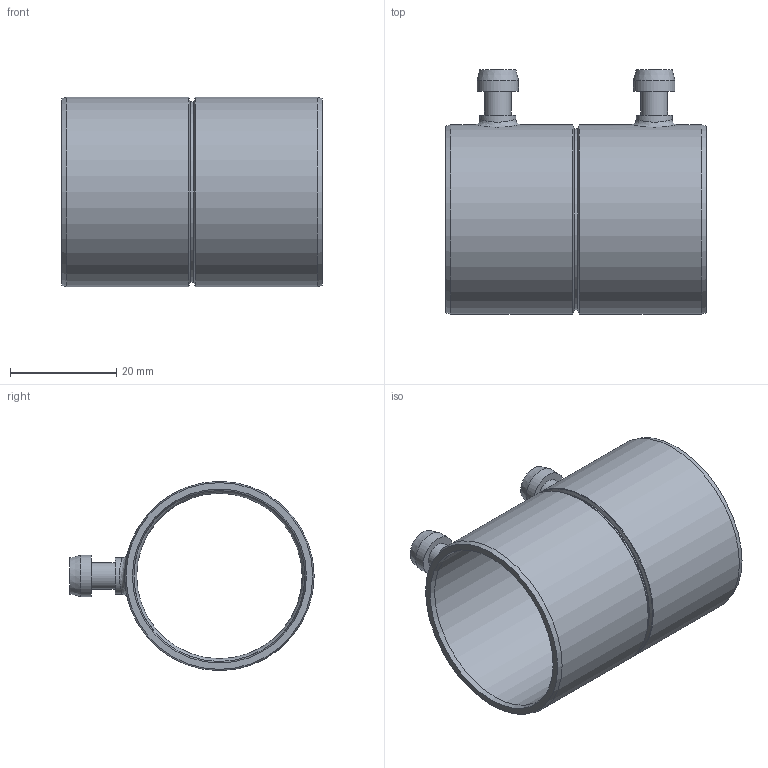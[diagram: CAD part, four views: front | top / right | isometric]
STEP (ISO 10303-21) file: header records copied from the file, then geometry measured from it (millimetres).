
FILE_DESCRIPTION(/* description */ (''),/* implementation_level */ '2;1');
FILE_NAME(/* name */ '',/* time_stamp */ '2025-06-18T09:34:54+07:00',/* author */ ('zeta-72'),/* organization */ (''),/* preprocessor_version */ 'ST-DEVELOPER v19.2',/* originating_system */ 'Autodesk Inventor 2024',/* authorisation */ '');
FILE_SCHEMA (('AUTOMOTIVE_DESIGN { 1 0 10303 214 3 1 1 }'));
Length unit declared in the file: millimetre
Products named in the file (1): ЗЭТА.046.050.000_Муфта соединительная 
IP40_Упростить_4
Bounding box: 49 x 45.9 x 35.6 mm (x, y, z)
Volume: 9510.1 mm3; surface area: 11340.4 mm2
Topology: 1 solids, 1 shells, 36 faces, 82 edges, 54 vertices
Faces by surface type: cylinder 11, plane 8, cone 8, torus 7, bspline 2
Full cylindrical faces by diameter (mm): 5 x2, 6.8 x2, 7.8 x2, 32.2 x2, 34 x1, 35.6 x2
Entity records: 1345 total; most frequent: CARTESIAN_POINT 397, DIRECTION 203, ORIENTED_EDGE 164, AXIS2_PLACEMENT_3D 92, EDGE_CURVE 82, CIRCLE 57, VERTEX_POINT 54, EDGE_LOOP 44
